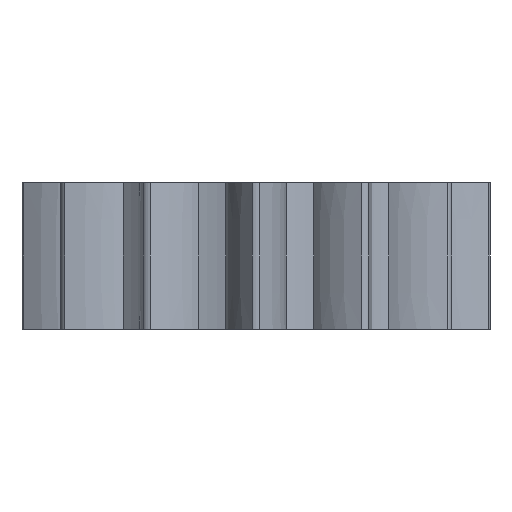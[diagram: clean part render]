
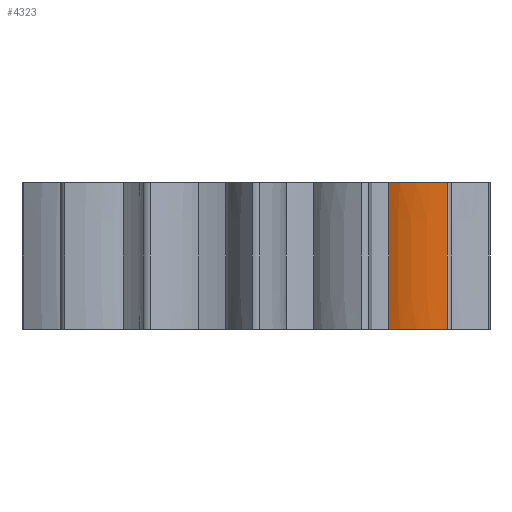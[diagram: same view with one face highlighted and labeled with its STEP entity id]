
A CAD part, left-side view. The second image highlights one B-rep face of the part: STEP entity #4323.
In plain terms, the highlighted face is a extrusion surface.
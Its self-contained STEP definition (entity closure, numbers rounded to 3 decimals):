
#78 = PLANE('',#79);
#79 = AXIS2_PLACEMENT_3D('',#80,#81,#82);
#80 = CARTESIAN_POINT('',(10.964,-2.518,7.));
#81 = DIRECTION('',(0.,0.,-1.));
#82 = DIRECTION('',(-1.,0.,0.));
#136 = PLANE('',#137);
#137 = AXIS2_PLACEMENT_3D('',#138,#139,#140);
#138 = CARTESIAN_POINT('',(10.964,-2.518,0.));
#139 = DIRECTION('',(0.,0.,-1.));
#140 = DIRECTION('',(-1.,0.,0.));
#822 = VERTEX_POINT('',#823);
#823 = CARTESIAN_POINT('',(-6.538,-9.155,0.));
#842 = CYLINDRICAL_SURFACE('',#843,0.563);
#843 = AXIS2_PLACEMENT_3D('',#844,#845,#846);
#844 = CARTESIAN_POINT('',(-6.087,-8.818,0.));
#845 = DIRECTION('',(-0.,-0.,-1.));
#846 = DIRECTION('',(-0.801,-0.599,0.));
#854 = EDGE_CURVE('',#855,#822,#857,.T.);
#855 = VERTEX_POINT('',#856);
#856 = CARTESIAN_POINT('',(-6.154,-6.36,0.));
#857 = SURFACE_CURVE('',#858,(#864,#873),.PCURVE_S1.);
#858 = B_SPLINE_CURVE_WITH_KNOTS('',4,(#859,#860,#861,#862,#863),
  .UNSPECIFIED.,.F.,.F.,(5,5),(0.,1.),.PIECEWISE_BEZIER_KNOTS.);
#859 = CARTESIAN_POINT('',(-6.154,-6.36,0.));
#860 = CARTESIAN_POINT('',(-6.322,-6.696,0.));
#861 = CARTESIAN_POINT('',(-6.526,-7.265,0.));
#862 = CARTESIAN_POINT('',(-6.65,-8.106,0.));
#863 = CARTESIAN_POINT('',(-6.538,-9.155,0.));
#864 = PCURVE('',#136,#865);
#865 = DEFINITIONAL_REPRESENTATION('',(#866),#872);
#866 = B_SPLINE_CURVE_WITH_KNOTS('',4,(#867,#868,#869,#870,#871),
  .UNSPECIFIED.,.F.,.F.,(5,5),(0.,1.),.PIECEWISE_BEZIER_KNOTS.);
#867 = CARTESIAN_POINT('',(17.119,-3.842));
#868 = CARTESIAN_POINT('',(17.286,-4.178));
#869 = CARTESIAN_POINT('',(17.491,-4.748));
#870 = CARTESIAN_POINT('',(17.615,-5.588));
#871 = CARTESIAN_POINT('',(17.502,-6.638));
#872 = ( GEOMETRIC_REPRESENTATION_CONTEXT(2) 
PARAMETRIC_REPRESENTATION_CONTEXT() REPRESENTATION_CONTEXT('2D SPACE',''
  ) );
#873 = PCURVE('',#874,#883);
#874 = SURFACE_OF_LINEAR_EXTRUSION('',#875,#881);
#875 = B_SPLINE_CURVE_WITH_KNOTS('',4,(#876,#877,#878,#879,#880),
  .UNSPECIFIED.,.F.,.F.,(5,5),(0.,1.),.PIECEWISE_BEZIER_KNOTS.);
#876 = CARTESIAN_POINT('',(-6.154,-6.36,0.));
#877 = CARTESIAN_POINT('',(-6.322,-6.696,0.));
#878 = CARTESIAN_POINT('',(-6.526,-7.265,0.));
#879 = CARTESIAN_POINT('',(-6.65,-8.106,0.));
#880 = CARTESIAN_POINT('',(-6.538,-9.155,0.));
#881 = VECTOR('',#882,1.);
#882 = DIRECTION('',(-0.,-0.,-1.));
#883 = DEFINITIONAL_REPRESENTATION('',(#884),#888);
#884 = LINE('',#885,#886);
#885 = CARTESIAN_POINT('',(0.,0.));
#886 = VECTOR('',#887,1.);
#887 = DIRECTION('',(1.,0.));
#888 = ( GEOMETRIC_REPRESENTATION_CONTEXT(2) 
PARAMETRIC_REPRESENTATION_CONTEXT() REPRESENTATION_CONTEXT('2D SPACE',''
  ) );
#907 = CYLINDRICAL_SURFACE('',#908,8.85);
#908 = AXIS2_PLACEMENT_3D('',#909,#910,#911);
#909 = CARTESIAN_POINT('',(-13.209,-11.703,0.));
#910 = DIRECTION('',(0.,0.,-1.));
#911 = DIRECTION('',(0.695,0.719,0.));
#2524 = VERTEX_POINT('',#2525);
#2525 = CARTESIAN_POINT('',(-6.538,-9.155,7.));
#2551 = EDGE_CURVE('',#2552,#2524,#2554,.T.);
#2552 = VERTEX_POINT('',#2553);
#2553 = CARTESIAN_POINT('',(-6.154,-6.36,7.));
#2554 = SURFACE_CURVE('',#2555,(#2561,#2570),.PCURVE_S1.);
#2555 = B_SPLINE_CURVE_WITH_KNOTS('',4,(#2556,#2557,#2558,#2559,#2560),
  .UNSPECIFIED.,.F.,.F.,(5,5),(0.,1.),.PIECEWISE_BEZIER_KNOTS.);
#2556 = CARTESIAN_POINT('',(-6.154,-6.36,7.));
#2557 = CARTESIAN_POINT('',(-6.322,-6.696,7.));
#2558 = CARTESIAN_POINT('',(-6.526,-7.265,7.));
#2559 = CARTESIAN_POINT('',(-6.65,-8.106,7.));
#2560 = CARTESIAN_POINT('',(-6.538,-9.155,7.));
#2561 = PCURVE('',#78,#2562);
#2562 = DEFINITIONAL_REPRESENTATION('',(#2563),#2569);
#2563 = B_SPLINE_CURVE_WITH_KNOTS('',4,(#2564,#2565,#2566,#2567,#2568),
  .UNSPECIFIED.,.F.,.F.,(5,5),(0.,1.),.PIECEWISE_BEZIER_KNOTS.);
#2564 = CARTESIAN_POINT('',(17.119,-3.842));
#2565 = CARTESIAN_POINT('',(17.286,-4.178));
#2566 = CARTESIAN_POINT('',(17.491,-4.748));
#2567 = CARTESIAN_POINT('',(17.615,-5.588));
#2568 = CARTESIAN_POINT('',(17.502,-6.638));
#2569 = ( GEOMETRIC_REPRESENTATION_CONTEXT(2) 
PARAMETRIC_REPRESENTATION_CONTEXT() REPRESENTATION_CONTEXT('2D SPACE',''
  ) );
#2570 = PCURVE('',#874,#2571);
#2571 = DEFINITIONAL_REPRESENTATION('',(#2572),#2576);
#2572 = LINE('',#2573,#2574);
#2573 = CARTESIAN_POINT('',(0.,-7.));
#2574 = VECTOR('',#2575,1.);
#2575 = DIRECTION('',(1.,0.));
#2576 = ( GEOMETRIC_REPRESENTATION_CONTEXT(2) 
PARAMETRIC_REPRESENTATION_CONTEXT() REPRESENTATION_CONTEXT('2D SPACE',''
  ) );
#4273 = EDGE_CURVE('',#822,#2524,#4274,.T.);
#4274 = SURFACE_CURVE('',#4275,(#4279,#4286),.PCURVE_S1.);
#4275 = LINE('',#4276,#4277);
#4276 = CARTESIAN_POINT('',(-6.538,-9.155,0.));
#4277 = VECTOR('',#4278,1.);
#4278 = DIRECTION('',(0.,0.,1.));
#4279 = PCURVE('',#842,#4280);
#4280 = DEFINITIONAL_REPRESENTATION('',(#4281),#4285);
#4281 = LINE('',#4282,#4283);
#4282 = CARTESIAN_POINT('',(-0.,0.));
#4283 = VECTOR('',#4284,1.);
#4284 = DIRECTION('',(-0.,-1.));
#4285 = ( GEOMETRIC_REPRESENTATION_CONTEXT(2) 
PARAMETRIC_REPRESENTATION_CONTEXT() REPRESENTATION_CONTEXT('2D SPACE',''
  ) );
#4286 = PCURVE('',#874,#4287);
#4287 = DEFINITIONAL_REPRESENTATION('',(#4288),#4292);
#4288 = LINE('',#4289,#4290);
#4289 = CARTESIAN_POINT('',(1.,0.));
#4290 = VECTOR('',#4291,1.);
#4291 = DIRECTION('',(0.,-1.));
#4292 = ( GEOMETRIC_REPRESENTATION_CONTEXT(2) 
PARAMETRIC_REPRESENTATION_CONTEXT() REPRESENTATION_CONTEXT('2D SPACE',''
  ) );
#4323 = ADVANCED_FACE('',(#4324),#874,.F.);
#4324 = FACE_BOUND('',#4325,.F.);
#4325 = EDGE_LOOP('',(#4326,#4347,#4348,#4349));
#4326 = ORIENTED_EDGE('',*,*,#4327,.T.);
#4327 = EDGE_CURVE('',#855,#2552,#4328,.T.);
#4328 = SURFACE_CURVE('',#4329,(#4333,#4340),.PCURVE_S1.);
#4329 = LINE('',#4330,#4331);
#4330 = CARTESIAN_POINT('',(-6.154,-6.36,0.));
#4331 = VECTOR('',#4332,1.);
#4332 = DIRECTION('',(0.,0.,1.));
#4333 = PCURVE('',#874,#4334);
#4334 = DEFINITIONAL_REPRESENTATION('',(#4335),#4339);
#4335 = LINE('',#4336,#4337);
#4336 = CARTESIAN_POINT('',(0.,0.));
#4337 = VECTOR('',#4338,1.);
#4338 = DIRECTION('',(0.,-1.));
#4339 = ( GEOMETRIC_REPRESENTATION_CONTEXT(2) 
PARAMETRIC_REPRESENTATION_CONTEXT() REPRESENTATION_CONTEXT('2D SPACE',''
  ) );
#4340 = PCURVE('',#907,#4341);
#4341 = DEFINITIONAL_REPRESENTATION('',(#4342),#4346);
#4342 = LINE('',#4343,#4344);
#4343 = CARTESIAN_POINT('',(0.154,0.));
#4344 = VECTOR('',#4345,1.);
#4345 = DIRECTION('',(0.,-1.));
#4346 = ( GEOMETRIC_REPRESENTATION_CONTEXT(2) 
PARAMETRIC_REPRESENTATION_CONTEXT() REPRESENTATION_CONTEXT('2D SPACE',''
  ) );
#4347 = ORIENTED_EDGE('',*,*,#2551,.T.);
#4348 = ORIENTED_EDGE('',*,*,#4273,.F.);
#4349 = ORIENTED_EDGE('',*,*,#854,.F.);
